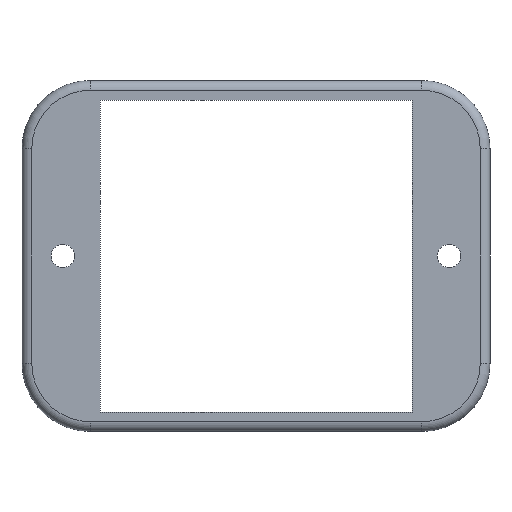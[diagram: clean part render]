
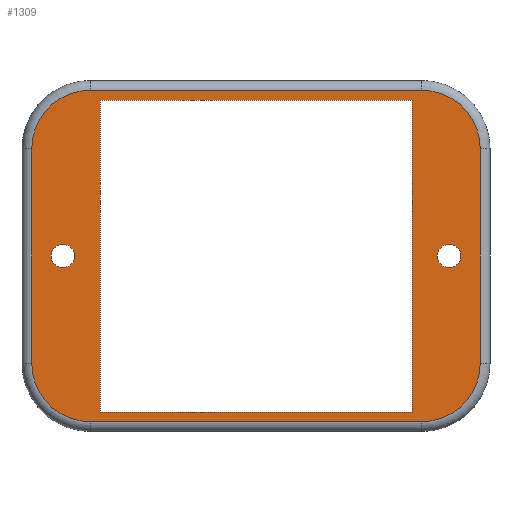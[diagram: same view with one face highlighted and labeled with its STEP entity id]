
A CAD part, front view. The second image highlights one B-rep face of the part: STEP entity #1309.
In plain terms, the highlighted planar face has unit normal (0, -1, 0).
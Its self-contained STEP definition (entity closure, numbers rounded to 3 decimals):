
#38=FACE_BOUND('',#249,.T.);
#39=FACE_BOUND('',#250,.T.);
#40=FACE_BOUND('',#251,.T.);
#74=PLANE('',#1487);
#153=FACE_OUTER_BOUND('',#248,.T.);
#248=EDGE_LOOP('',(#1155,#1156,#1157,#1158,#1159,#1160,#1161,#1162));
#249=EDGE_LOOP('',(#1163));
#250=EDGE_LOOP('',(#1164));
#251=EDGE_LOOP('',(#1165,#1166,#1167,#1168));
#320=LINE('',#2165,#418);
#323=LINE('',#2171,#421);
#326=LINE('',#2177,#424);
#329=LINE('',#2181,#427);
#346=LINE('',#2258,#444);
#347=LINE('',#2267,#445);
#349=LINE('',#2279,#447);
#350=LINE('',#2288,#448);
#418=VECTOR('',#1754,10.);
#421=VECTOR('',#1759,10.);
#424=VECTOR('',#1764,10.);
#427=VECTOR('',#1769,10.);
#444=VECTOR('',#1862,10.);
#445=VECTOR('',#1875,10.);
#447=VECTOR('',#1889,10.);
#448=VECTOR('',#1902,10.);
#497=CIRCLE('',#1419,6.);
#499=CIRCLE('',#1422,6.);
#524=CIRCLE('',#1469,30.);
#528=CIRCLE('',#1475,30.);
#532=CIRCLE('',#1481,30.);
#534=CIRCLE('',#1485,30.);
#609=VERTEX_POINT('',#2147);
#611=VERTEX_POINT('',#2153);
#615=VERTEX_POINT('',#2162);
#616=VERTEX_POINT('',#2164);
#618=VERTEX_POINT('',#2170);
#620=VERTEX_POINT('',#2176);
#641=VERTEX_POINT('',#2255);
#642=VERTEX_POINT('',#2257);
#643=VERTEX_POINT('',#2261);
#644=VERTEX_POINT('',#2265);
#645=VERTEX_POINT('',#2269);
#647=VERTEX_POINT('',#2275);
#649=VERTEX_POINT('',#2281);
#650=VERTEX_POINT('',#2286);
#758=EDGE_CURVE('',#609,#609,#497,.T.);
#761=EDGE_CURVE('',#611,#611,#499,.T.);
#766=EDGE_CURVE('',#616,#615,#320,.T.);
#769=EDGE_CURVE('',#618,#616,#323,.T.);
#772=EDGE_CURVE('',#620,#618,#326,.T.);
#775=EDGE_CURVE('',#615,#620,#329,.T.);
#813=EDGE_CURVE('',#641,#642,#346,.T.);
#816=EDGE_CURVE('',#642,#643,#524,.T.);
#818=EDGE_CURVE('',#643,#644,#347,.T.);
#821=EDGE_CURVE('',#644,#645,#528,.T.);
#824=EDGE_CURVE('',#645,#647,#349,.T.);
#827=EDGE_CURVE('',#647,#649,#532,.T.);
#829=EDGE_CURVE('',#649,#650,#350,.T.);
#830=EDGE_CURVE('',#650,#641,#534,.T.);
#1155=ORIENTED_EDGE('',*,*,#813,.F.);
#1156=ORIENTED_EDGE('',*,*,#830,.F.);
#1157=ORIENTED_EDGE('',*,*,#829,.F.);
#1158=ORIENTED_EDGE('',*,*,#827,.F.);
#1159=ORIENTED_EDGE('',*,*,#824,.F.);
#1160=ORIENTED_EDGE('',*,*,#821,.F.);
#1161=ORIENTED_EDGE('',*,*,#818,.F.);
#1162=ORIENTED_EDGE('',*,*,#816,.F.);
#1163=ORIENTED_EDGE('',*,*,#758,.T.);
#1164=ORIENTED_EDGE('',*,*,#761,.T.);
#1165=ORIENTED_EDGE('',*,*,#772,.T.);
#1166=ORIENTED_EDGE('',*,*,#769,.T.);
#1167=ORIENTED_EDGE('',*,*,#766,.T.);
#1168=ORIENTED_EDGE('',*,*,#775,.T.);
#1309=ADVANCED_FACE('',(#153,#38,#39,#40),#74,.F.);
#1419=AXIS2_PLACEMENT_3D('',#2148,#1738,#1739);
#1422=AXIS2_PLACEMENT_3D('',#2154,#1745,#1746);
#1469=AXIS2_PLACEMENT_3D('',#2263,#1869,#1870);
#1475=AXIS2_PLACEMENT_3D('',#2273,#1882,#1883);
#1481=AXIS2_PLACEMENT_3D('',#2284,#1896,#1897);
#1485=AXIS2_PLACEMENT_3D('',#2290,#1905,#1906);
#1487=AXIS2_PLACEMENT_3D('',#2293,#1910,#1911);
#1738=DIRECTION('center_axis',(0.,1.,0.));
#1739=DIRECTION('ref_axis',(1.,0.,0.));
#1745=DIRECTION('center_axis',(0.,1.,0.));
#1746=DIRECTION('ref_axis',(1.,0.,0.));
#1754=DIRECTION('',(-1.,0.,0.));
#1759=DIRECTION('',(0.,0.,-1.));
#1764=DIRECTION('',(1.,0.,0.));
#1769=DIRECTION('',(0.,0.,1.));
#1862=DIRECTION('',(0.,0.,-1.));
#1869=DIRECTION('center_axis',(0.,1.,0.));
#1870=DIRECTION('ref_axis',(0.707,0.,-0.707));
#1875=DIRECTION('',(-1.,0.,0.));
#1882=DIRECTION('center_axis',(0.,1.,0.));
#1883=DIRECTION('ref_axis',(-0.707,0.,-0.707));
#1889=DIRECTION('',(0.,0.,1.));
#1896=DIRECTION('center_axis',(0.,1.,0.));
#1897=DIRECTION('ref_axis',(-0.707,0.,0.707));
#1902=DIRECTION('',(1.,0.,0.));
#1905=DIRECTION('center_axis',(0.,1.,0.));
#1906=DIRECTION('ref_axis',(0.707,0.,0.707));
#1910=DIRECTION('center_axis',(0.,1.,0.));
#1911=DIRECTION('ref_axis',(1.,0.,0.));
#2147=CARTESIAN_POINT('',(93.,0.,0.));
#2148=CARTESIAN_POINT('Origin',(99.,0.,0.));
#2153=CARTESIAN_POINT('',(-105.,0.,0.));
#2154=CARTESIAN_POINT('Origin',(-99.,0.,0.));
#2162=CARTESIAN_POINT('',(-80.,0.,-80.));
#2164=CARTESIAN_POINT('',(80.,0.,-80.));
#2165=CARTESIAN_POINT('',(40.,0.,-80.));
#2170=CARTESIAN_POINT('',(80.,0.,80.));
#2171=CARTESIAN_POINT('',(80.,0.,40.));
#2176=CARTESIAN_POINT('',(-80.,0.,80.));
#2177=CARTESIAN_POINT('',(-40.,0.,80.));
#2181=CARTESIAN_POINT('',(-80.,0.,-40.));
#2255=CARTESIAN_POINT('',(115.,0.,55.));
#2257=CARTESIAN_POINT('',(115.,0.,-55.));
#2258=CARTESIAN_POINT('',(115.,0.,27.5));
#2261=CARTESIAN_POINT('',(85.,0.,-85.));
#2263=CARTESIAN_POINT('Origin',(85.,0.,-55.));
#2265=CARTESIAN_POINT('',(-85.,0.,-85.));
#2267=CARTESIAN_POINT('',(42.5,0.,-85.));
#2269=CARTESIAN_POINT('',(-115.,0.,-55.));
#2273=CARTESIAN_POINT('Origin',(-85.,0.,-55.));
#2275=CARTESIAN_POINT('',(-115.,0.,55.));
#2279=CARTESIAN_POINT('',(-115.,0.,-27.5));
#2281=CARTESIAN_POINT('',(-85.,0.,85.));
#2284=CARTESIAN_POINT('Origin',(-85.,0.,55.));
#2286=CARTESIAN_POINT('',(85.,0.,85.));
#2288=CARTESIAN_POINT('',(-42.5,0.,85.));
#2290=CARTESIAN_POINT('Origin',(85.,0.,55.));
#2293=CARTESIAN_POINT('Origin',(0.,0.,0.));
